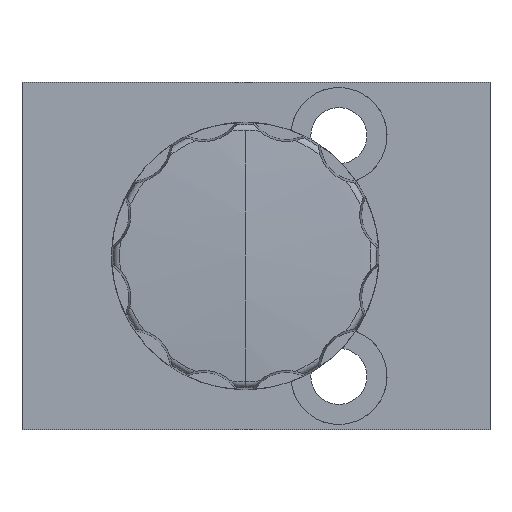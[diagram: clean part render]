
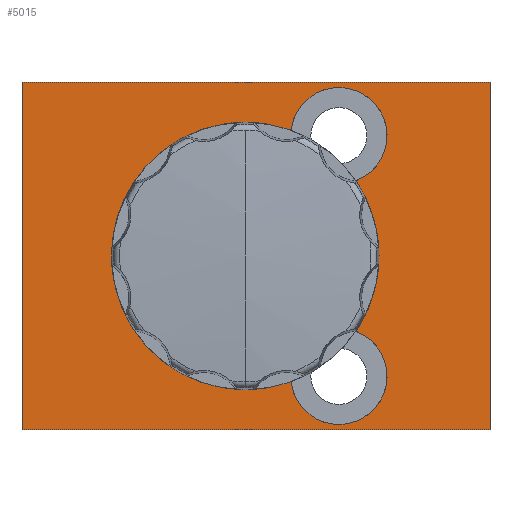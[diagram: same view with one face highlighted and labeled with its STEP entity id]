
A CAD part, left-side view. The second image highlights one B-rep face of the part: STEP entity #5015.
In plain terms, the highlighted planar face has unit normal (-1, 0, 0).
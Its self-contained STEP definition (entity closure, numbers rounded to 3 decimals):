
#156 = DIRECTION ( 'NONE',  ( 0., 0., -1. ) ) ;
#588 = CARTESIAN_POINT ( 'NONE',  ( 0., 0., 0. ) ) ;
#684 = DIRECTION ( 'NONE',  ( -1., 0., 0. ) ) ;
#747 = DIRECTION ( 'NONE',  ( 0., 0., -1. ) ) ;
#1062 = ORIENTED_EDGE ( 'NONE', *, *, #4218, .F. ) ;
#1302 = VECTOR ( 'NONE', #5792, 1000. ) ;
#1494 = CIRCLE ( 'NONE', #6253, 3.6 ) ;
#1593 = CARTESIAN_POINT ( 'NONE',  ( 0., 11.104, 7.595 ) ) ;
#1601 = ORIENTED_EDGE ( 'NONE', *, *, #9269, .F. ) ;
#1622 = CARTESIAN_POINT ( 'NONE',  ( 0., 14.832, 21.305 ) ) ;
#1834 = VECTOR ( 'NONE', #9337, 1000. ) ;
#1881 = PLANE ( 'NONE',  #5969 ) ;
#1931 = DIRECTION ( 'NONE',  ( 1., 0., 0. ) ) ;
#2049 = CARTESIAN_POINT ( 'NONE',  ( 0., 11.3, 4. ) ) ;
#2609 = CARTESIAN_POINT ( 'NONE',  ( 0., 11.3, 4. ) ) ;
#2651 = CARTESIAN_POINT ( 'NONE',  ( 0., 27.3, 13. ) ) ;
#2902 = AXIS2_PLACEMENT_3D ( 'NONE', #2049, #10203, #3229 ) ;
#3034 = ORIENTED_EDGE ( 'NONE', *, *, #4086, .T. ) ;
#3193 = AXIS2_PLACEMENT_3D ( 'NONE', #14116, #7163, #156 ) ;
#3229 = DIRECTION ( 'NONE',  ( 0., 0., 1. ) ) ;
#3474 = CIRCLE ( 'NONE', #5537, 3.6 ) ;
#3607 = VERTEX_POINT ( 'NONE', #14176 ) ;
#3786 = DIRECTION ( 'NONE',  ( 0., 0., 1. ) ) ;
#3849 = CARTESIAN_POINT ( 'NONE',  ( 0., 0., 26. ) ) ;
#4086 = EDGE_CURVE ( 'NONE', #10907, #6727, #6951, .T. ) ;
#4169 = CARTESIAN_POINT ( 'NONE',  ( 0., 11.3, 25.6 ) ) ;
#4218 = EDGE_CURVE ( 'NONE', #6007, #5412, #9119, .T. ) ;
#4451 = EDGE_CURVE ( 'NONE', #3607, #14682, #10016, .T. ) ;
#4872 = DIRECTION ( 'NONE',  ( -1., 0., 0. ) ) ;
#4897 = AXIS2_PLACEMENT_3D ( 'NONE', #12376, #5419, #13529 ) ;
#5015 = ADVANCED_FACE ( 'NONE', ( #7621, #7998 ), #1881, .F. ) ;
#5412 = VERTEX_POINT ( 'NONE', #588 ) ;
#5419 = DIRECTION ( 'NONE',  ( -1., 0., 0. ) ) ;
#5537 = AXIS2_PLACEMENT_3D ( 'NONE', #7685, #684, #8853 ) ;
#5563 = EDGE_LOOP ( 'NONE', ( #9018, #1062, #5698, #3034 ) ) ;
#5698 = ORIENTED_EDGE ( 'NONE', *, *, #7536, .F. ) ;
#5747 = LINE ( 'NONE', #13619, #11926 ) ;
#5792 = DIRECTION ( 'NONE',  ( 0., -1., 0. ) ) ;
#5907 = DIRECTION ( 'NONE',  ( 0., -1., 0. ) ) ;
#5947 = ORIENTED_EDGE ( 'NONE', *, *, #4451, .F. ) ;
#5969 = AXIS2_PLACEMENT_3D ( 'NONE', #8915, #1931, #10085 ) ;
#6007 = VERTEX_POINT ( 'NONE', #7729 ) ;
#6062 = CARTESIAN_POINT ( 'NONE',  ( 0., 35., 26. ) ) ;
#6253 = AXIS2_PLACEMENT_3D ( 'NONE', #11823, #4872, #12997 ) ;
#6273 = CIRCLE ( 'NONE', #3193, 9. ) ;
#6727 = VERTEX_POINT ( 'NONE', #8364 ) ;
#6951 = LINE ( 'NONE', #13967, #1834 ) ;
#6964 = EDGE_CURVE ( 'NONE', #12271, #11583, #3474, .T. ) ;
#7163 = DIRECTION ( 'NONE',  ( -1., 0., 0. ) ) ;
#7376 = DIRECTION ( 'NONE',  ( 0., 0., -1. ) ) ;
#7463 = ORIENTED_EDGE ( 'NONE', *, *, #9832, .F. ) ;
#7536 = EDGE_CURVE ( 'NONE', #10907, #6007, #5747, .T. ) ;
#7621 = FACE_OUTER_BOUND ( 'NONE', #5563, .T. ) ;
#7685 = CARTESIAN_POINT ( 'NONE',  ( 0., 11.3, 22. ) ) ;
#7729 = CARTESIAN_POINT ( 'NONE',  ( 0., 0., 26. ) ) ;
#7762 = DIRECTION ( 'NONE',  ( -1., 0., 0. ) ) ;
#7835 = EDGE_CURVE ( 'NONE', #6727, #5412, #13334, .T. ) ;
#7893 = CIRCLE ( 'NONE', #9438, 3.6 ) ;
#7998 = FACE_BOUND ( 'NONE', #9122, .T. ) ;
#8028 = VERTEX_POINT ( 'NONE', #2651 ) ;
#8195 = VERTEX_POINT ( 'NONE', #11012 ) ;
#8364 = CARTESIAN_POINT ( 'NONE',  ( 0., 35., 0. ) ) ;
#8589 = CIRCLE ( 'NONE', #4897, 9. ) ;
#8753 = VECTOR ( 'NONE', #7376, 1000. ) ;
#8853 = DIRECTION ( 'NONE',  ( 0., 0., 1. ) ) ;
#8915 = CARTESIAN_POINT ( 'NONE',  ( 0., 0., 26. ) ) ;
#9018 = ORIENTED_EDGE ( 'NONE', *, *, #7835, .T. ) ;
#9119 = LINE ( 'NONE', #3849, #8753 ) ;
#9122 = EDGE_LOOP ( 'NONE', ( #11300, #10644, #7463, #9558, #5947, #1601, #11530 ) ) ;
#9210 = EDGE_CURVE ( 'NONE', #8028, #8195, #6273, .T. ) ;
#9269 = EDGE_CURVE ( 'NONE', #8195, #3607, #7893, .T. ) ;
#9337 = DIRECTION ( 'NONE',  ( 0., 0., -1. ) ) ;
#9438 = AXIS2_PLACEMENT_3D ( 'NONE', #2609, #10782, #3786 ) ;
#9558 = ORIENTED_EDGE ( 'NONE', *, *, #10074, .F. ) ;
#9832 = EDGE_CURVE ( 'NONE', #12083, #12271, #1494, .T. ) ;
#10016 = CIRCLE ( 'NONE', #2902, 3.6 ) ;
#10074 = EDGE_CURVE ( 'NONE', #14682, #12083, #8589, .T. ) ;
#10085 = DIRECTION ( 'NONE',  ( 0., 0., -1. ) ) ;
#10203 = DIRECTION ( 'NONE',  ( -1., 0., 0. ) ) ;
#10480 = AXIS2_PLACEMENT_3D ( 'NONE', #14690, #7762, #747 ) ;
#10644 = ORIENTED_EDGE ( 'NONE', *, *, #6964, .F. ) ;
#10782 = DIRECTION ( 'NONE',  ( -1., 0., 0. ) ) ;
#10907 = VERTEX_POINT ( 'NONE', #6062 ) ;
#11012 = CARTESIAN_POINT ( 'NONE',  ( 0., 14.832, 4.695 ) ) ;
#11300 = ORIENTED_EDGE ( 'NONE', *, *, #13731, .F. ) ;
#11406 = CIRCLE ( 'NONE', #10480, 9. ) ;
#11530 = ORIENTED_EDGE ( 'NONE', *, *, #9210, .F. ) ;
#11583 = VERTEX_POINT ( 'NONE', #1622 ) ;
#11823 = CARTESIAN_POINT ( 'NONE',  ( 0., 11.3, 22. ) ) ;
#11861 = CARTESIAN_POINT ( 'NONE',  ( 0., 11.104, 18.405 ) ) ;
#11926 = VECTOR ( 'NONE', #5907, 1000. ) ;
#12083 = VERTEX_POINT ( 'NONE', #11861 ) ;
#12271 = VERTEX_POINT ( 'NONE', #4169 ) ;
#12376 = CARTESIAN_POINT ( 'NONE',  ( 0., 18.3, 13. ) ) ;
#12997 = DIRECTION ( 'NONE',  ( 0., 0., 1. ) ) ;
#13334 = LINE ( 'NONE', #13910, #1302 ) ;
#13529 = DIRECTION ( 'NONE',  ( 0., 0., -1. ) ) ;
#13619 = CARTESIAN_POINT ( 'NONE',  ( 0., 0., 26. ) ) ;
#13731 = EDGE_CURVE ( 'NONE', #11583, #8028, #11406, .T. ) ;
#13910 = CARTESIAN_POINT ( 'NONE',  ( 0., 0., 0. ) ) ;
#13967 = CARTESIAN_POINT ( 'NONE',  ( 0., 35., 26. ) ) ;
#14116 = CARTESIAN_POINT ( 'NONE',  ( 0., 18.3, 13. ) ) ;
#14176 = CARTESIAN_POINT ( 'NONE',  ( 0., 11.3, 0.4 ) ) ;
#14682 = VERTEX_POINT ( 'NONE', #1593 ) ;
#14690 = CARTESIAN_POINT ( 'NONE',  ( 0., 18.3, 13. ) ) ;
